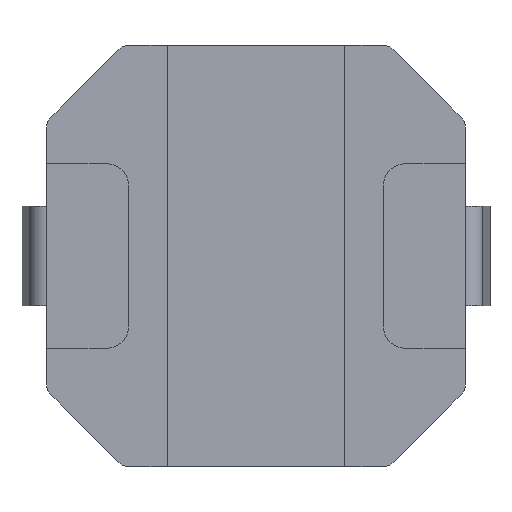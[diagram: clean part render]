
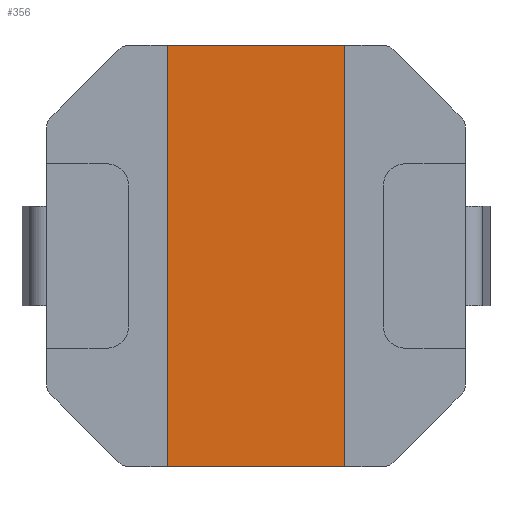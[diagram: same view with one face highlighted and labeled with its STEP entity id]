
A CAD part, front view. The second image highlights one B-rep face of the part: STEP entity #356.
In plain terms, the highlighted planar face has unit normal (0, -1, 0).
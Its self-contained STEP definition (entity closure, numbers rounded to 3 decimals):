
#356=ADVANCED_FACE('NONE',(#785),#786,.T.);
#785=FACE_OUTER_BOUND('',#1283,.T.);
#786=PLANE('',#1284);
#1283=EDGE_LOOP('',(#2363,#2364,#2365,#2366));
#1284=AXIS2_PLACEMENT_3D('',#2367,#2368,#2369);
#2363=ORIENTED_EDGE('',*,*,#3451,.F.);
#2364=ORIENTED_EDGE('',*,*,#3453,.T.);
#2365=ORIENTED_EDGE('',*,*,#3454,.T.);
#2366=ORIENTED_EDGE('',*,*,#3345,.F.);
#2367=CARTESIAN_POINT('',(0.0,0.08,-2.97));
#2368=DIRECTION('',(0.0,-1.0,0.0));
#2369=DIRECTION('',(0.0,0.0,-1.0));
#3345=EDGE_CURVE('NONE',#4116,#4118,#4119,.T.);
#3451=EDGE_CURVE('NONE',#4272,#4116,#4274,.T.);
#3453=EDGE_CURVE('NONE',#4272,#4276,#4277,.T.);
#3454=EDGE_CURVE('NONE',#4276,#4118,#4278,.T.);
#4116=VERTEX_POINT('NONE',#5176);
#4118=VERTEX_POINT('NONE',#5179);
#4119=LINE('',#5180,#5181);
#4272=VERTEX_POINT('NONE',#5406);
#4274=LINE('',#5409,#5410);
#4276=VERTEX_POINT('NONE',#5412);
#4277=LINE('',#5413,#5414);
#4278=LINE('',#5415,#5416);
#5176=CARTESIAN_POINT('',(1.25,0.08,-2.97));
#5179=CARTESIAN_POINT('',(-1.25,0.08,-2.97));
#5180=CARTESIAN_POINT('',(0.0,0.08,-2.97));
#5181=VECTOR('',#6201,1000.0);
#5406=CARTESIAN_POINT('',(1.25,0.08,2.97));
#5409=CARTESIAN_POINT('',(1.25,0.08,0.0));
#5410=VECTOR('',#6293,1000.0);
#5412=CARTESIAN_POINT('',(-1.25,0.08,2.97));
#5413=CARTESIAN_POINT('',(0.0,0.08,2.97));
#5414=VECTOR('',#6294,1000.0);
#5415=CARTESIAN_POINT('',(-1.25,0.08,0.0));
#5416=VECTOR('',#6295,1000.0);
#6201=DIRECTION('',(-1.0,0.0,0.0));
#6293=DIRECTION('',(0.0,0.0,-1.0));
#6294=DIRECTION('',(-1.0,0.0,0.0));
#6295=DIRECTION('',(0.0,0.0,-1.0));
